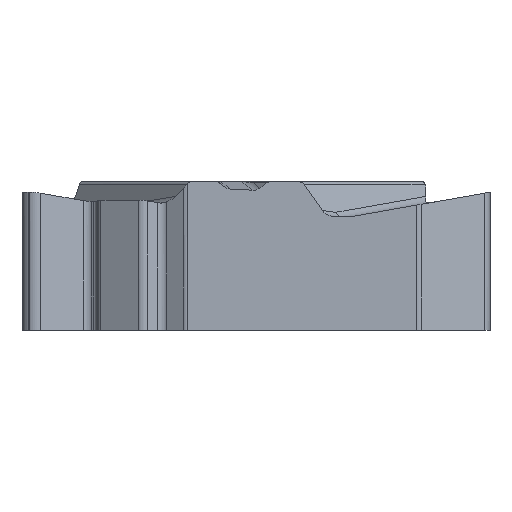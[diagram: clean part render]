
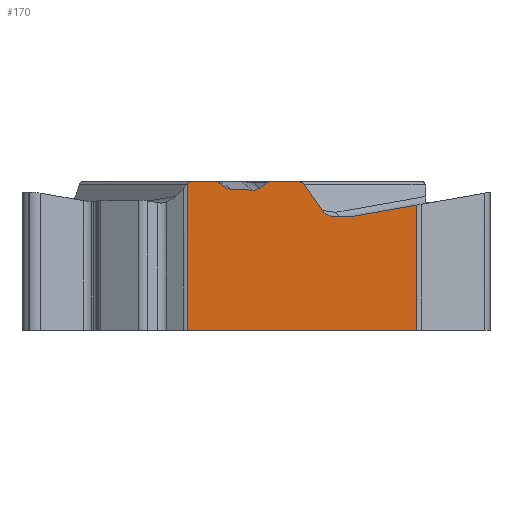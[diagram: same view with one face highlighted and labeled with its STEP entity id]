
A CAD part, left-side view. The second image highlights one B-rep face of the part: STEP entity #170.
In plain terms, the highlighted planar face has unit normal (-1, 0, 0).
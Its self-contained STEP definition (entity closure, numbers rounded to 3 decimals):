
#170=ADVANCED_FACE('',(#334),#287,.F.);
#287=PLANE('',#2210);
#334=FACE_OUTER_BOUND('',#445,.T.);
#445=EDGE_LOOP('',(#640,#641,#642,#643,#644,#645,#646,#647,#648,#649,#650,
#651,#652,#653,#654,#655,#656,#657,#658));
#568=ELLIPSE('',#2202,0.358,0.32);
#569=ELLIPSE('',#2203,0.389,0.32);
#570=ELLIPSE('',#2204,0.177,0.15);
#571=ELLIPSE('',#2205,0.167,0.15);
#572=ELLIPSE('',#2206,0.314,0.3);
#573=ELLIPSE('',#2207,0.314,0.3);
#574=ELLIPSE('',#2208,0.15,0.15);
#575=ELLIPSE('',#2209,0.17,0.15);
#640=ORIENTED_EDGE('',*,*,#1480,.T.);
#641=ORIENTED_EDGE('',*,*,#1481,.T.);
#642=ORIENTED_EDGE('',*,*,#1482,.T.);
#643=ORIENTED_EDGE('',*,*,#1483,.T.);
#644=ORIENTED_EDGE('',*,*,#1484,.T.);
#645=ORIENTED_EDGE('',*,*,#1485,.F.);
#646=ORIENTED_EDGE('',*,*,#1486,.T.);
#647=ORIENTED_EDGE('',*,*,#1487,.T.);
#648=ORIENTED_EDGE('',*,*,#1488,.F.);
#649=ORIENTED_EDGE('',*,*,#1489,.F.);
#650=ORIENTED_EDGE('',*,*,#1490,.F.);
#651=ORIENTED_EDGE('',*,*,#1491,.T.);
#652=ORIENTED_EDGE('',*,*,#1492,.T.);
#653=ORIENTED_EDGE('',*,*,#1493,.T.);
#654=ORIENTED_EDGE('',*,*,#1494,.T.);
#655=ORIENTED_EDGE('',*,*,#1495,.T.);
#656=ORIENTED_EDGE('',*,*,#1496,.F.);
#657=ORIENTED_EDGE('',*,*,#1497,.F.);
#658=ORIENTED_EDGE('',*,*,#1498,.F.);
#1274=VERTEX_POINT('',#3253);
#1275=VERTEX_POINT('',#3254);
#1276=VERTEX_POINT('',#3256);
#1277=VERTEX_POINT('',#3258);
#1278=VERTEX_POINT('',#3260);
#1279=VERTEX_POINT('',#3262);
#1280=VERTEX_POINT('',#3264);
#1281=VERTEX_POINT('',#3266);
#1282=VERTEX_POINT('',#3268);
#1283=VERTEX_POINT('',#3270);
#1284=VERTEX_POINT('',#3272);
#1285=VERTEX_POINT('',#3274);
#1286=VERTEX_POINT('',#3276);
#1287=VERTEX_POINT('',#3278);
#1288=VERTEX_POINT('',#3280);
#1289=VERTEX_POINT('',#3282);
#1290=VERTEX_POINT('',#3284);
#1291=VERTEX_POINT('',#3286);
#1292=VERTEX_POINT('',#3288);
#1480=EDGE_CURVE('',#1274,#1275,#1797,.T.);
#1481=EDGE_CURVE('',#1275,#1276,#1798,.T.);
#1482=EDGE_CURVE('',#1276,#1277,#1799,.T.);
#1483=EDGE_CURVE('',#1277,#1278,#1800,.T.);
#1484=EDGE_CURVE('',#1278,#1279,#568,.T.);
#1485=EDGE_CURVE('',#1280,#1279,#1801,.T.);
#1486=EDGE_CURVE('',#1280,#1281,#569,.T.);
#1487=EDGE_CURVE('',#1281,#1282,#1802,.T.);
#1488=EDGE_CURVE('',#1283,#1282,#570,.T.);
#1489=EDGE_CURVE('',#1284,#1283,#1803,.T.);
#1490=EDGE_CURVE('',#1285,#1284,#571,.T.);
#1491=EDGE_CURVE('',#1285,#1286,#1804,.T.);
#1492=EDGE_CURVE('',#1286,#1287,#572,.T.);
#1493=EDGE_CURVE('',#1287,#1288,#1805,.T.);
#1494=EDGE_CURVE('',#1288,#1289,#573,.T.);
#1495=EDGE_CURVE('',#1289,#1290,#1806,.T.);
#1496=EDGE_CURVE('',#1291,#1290,#574,.T.);
#1497=EDGE_CURVE('',#1292,#1291,#1807,.T.);
#1498=EDGE_CURVE('',#1274,#1292,#575,.T.);
#1797=LINE('',#3252,#1980);
#1798=LINE('',#3255,#1981);
#1799=LINE('',#3257,#1982);
#1800=LINE('',#3259,#1983);
#1801=LINE('',#3263,#1984);
#1802=LINE('',#3267,#1985);
#1803=LINE('',#3271,#1986);
#1804=LINE('',#3275,#1987);
#1805=LINE('',#3279,#1988);
#1806=LINE('',#3283,#1989);
#1807=LINE('',#3287,#1990);
#1980=VECTOR('',#2441,1.);
#1981=VECTOR('',#2442,1.);
#1982=VECTOR('',#2443,1.);
#1983=VECTOR('',#2444,1.);
#1984=VECTOR('',#2447,1.);
#1985=VECTOR('',#2450,1.);
#1986=VECTOR('',#2453,1.);
#1987=VECTOR('',#2456,1.);
#1988=VECTOR('',#2459,1.);
#1989=VECTOR('',#2462,1.);
#1990=VECTOR('',#2465,1.);
#2202=AXIS2_PLACEMENT_3D('',#3261,#2445,#2446);
#2203=AXIS2_PLACEMENT_3D('',#3265,#2448,#2449);
#2204=AXIS2_PLACEMENT_3D('',#3269,#2451,#2452);
#2205=AXIS2_PLACEMENT_3D('',#3273,#2454,#2455);
#2206=AXIS2_PLACEMENT_3D('',#3277,#2457,#2458);
#2207=AXIS2_PLACEMENT_3D('',#3281,#2460,#2461);
#2208=AXIS2_PLACEMENT_3D('',#3285,#2463,#2464);
#2209=AXIS2_PLACEMENT_3D('',#3289,#2466,#2467);
#2210=AXIS2_PLACEMENT_3D('',#3290,#2468,#2469);
#2441=DIRECTION('',(0.,0.,-1.));
#2442=DIRECTION('',(0.,-1.,0.));
#2443=DIRECTION('',(0.,0.,1.));
#2444=DIRECTION('',(0.,0.985,-0.174));
#2445=DIRECTION('',(1.,0.,0.));
#2446=DIRECTION('',(0.,0.985,-0.174));
#2447=DIRECTION('',(0.,-1.,0.));
#2448=DIRECTION('',(1.,0.,0.));
#2449=DIRECTION('',(0.,0.992,0.126));
#2450=DIRECTION('',(0.,0.574,0.819));
#2451=DIRECTION('',(1.,0.,0.));
#2452=DIRECTION('',(0.,1.,0.));
#2453=DIRECTION('',(0.,-1.,0.));
#2454=DIRECTION('',(1.,0.,0.));
#2455=DIRECTION('',(0.,1.,0.));
#2456=DIRECTION('',(0.,0.794,-0.608));
#2457=DIRECTION('',(1.,0.,0.));
#2458=DIRECTION('',(0.,0.808,0.589));
#2459=DIRECTION('',(0.,0.999,0.049));
#2460=DIRECTION('',(1.,0.,0.));
#2461=DIRECTION('',(0.,0.808,0.589));
#2462=DIRECTION('',(0.,0.757,0.653));
#2463=DIRECTION('',(1.,0.,0.));
#2464=DIRECTION('',(0.,-1.,0.));
#2465=DIRECTION('',(0.,-1.,0.));
#2466=DIRECTION('',(1.,0.,0.));
#2467=DIRECTION('',(0.,1.,0.));
#2468=DIRECTION('',(1.,0.,0.));
#2469=DIRECTION('',(0.,1.,0.));
#3252=CARTESIAN_POINT('',(-4.763,1.793,0.));
#3253=CARTESIAN_POINT('',(-4.763,1.793,0.258));
#3254=CARTESIAN_POINT('',(-4.763,1.793,-3.97));
#3255=CARTESIAN_POINT('',(-4.763,-7.335,-3.97));
#3256=CARTESIAN_POINT('',(-4.762,-4.799,-3.97));
#3257=CARTESIAN_POINT('',(-4.762,-4.799,0.));
#3258=CARTESIAN_POINT('',(-4.762,-4.799,-0.371));
#3259=CARTESIAN_POINT('',(-4.763,6.906,-2.434));
#3260=CARTESIAN_POINT('',(-4.763,-2.965,-0.694));
#3261=CARTESIAN_POINT('',(-4.763,-2.909,-0.379));
#3262=CARTESIAN_POINT('',(-4.763,-2.895,-0.7));
#3263=CARTESIAN_POINT('',(-4.763,7.335,-0.7));
#3264=CARTESIAN_POINT('',(-4.763,-2.438,-0.7));
#3265=CARTESIAN_POINT('',(-4.763,-2.419,-0.379));
#3266=CARTESIAN_POINT('',(-4.763,-2.086,-0.529));
#3267=CARTESIAN_POINT('',(-4.763,1.262,4.252));
#3268=CARTESIAN_POINT('',(-4.763,-1.556,0.227));
#3269=CARTESIAN_POINT('',(-4.763,-1.404,0.15));
#3270=CARTESIAN_POINT('',(-4.763,-1.404,0.3));
#3271=CARTESIAN_POINT('',(-4.763,7.335,0.3));
#3272=CARTESIAN_POINT('',(-4.763,-0.581,0.3));
#3273=CARTESIAN_POINT('',(-4.763,-0.581,0.15));
#3274=CARTESIAN_POINT('',(-4.763,-0.473,0.264));
#3275=CARTESIAN_POINT('',(-4.763,4.575,-3.603));
#3276=CARTESIAN_POINT('',(-4.763,-0.283,0.119));
#3277=CARTESIAN_POINT('',(-4.763,-0.087,0.363));
#3278=CARTESIAN_POINT('',(-4.763,-0.085,0.058));
#3279=CARTESIAN_POINT('',(-4.763,-7.321,-0.293));
#3280=CARTESIAN_POINT('',(-4.763,0.564,0.09));
#3281=CARTESIAN_POINT('',(-4.763,0.562,0.395));
#3282=CARTESIAN_POINT('',(-4.763,0.76,0.169));
#3283=CARTESIAN_POINT('',(-4.763,-3.962,-3.907));
#3284=CARTESIAN_POINT('',(-4.763,0.87,0.264));
#3285=CARTESIAN_POINT('',(-4.763,0.968,0.15));
#3286=CARTESIAN_POINT('',(-4.763,0.968,0.3));
#3287=CARTESIAN_POINT('',(-4.763,-7.335,0.3));
#3288=CARTESIAN_POINT('',(-4.763,1.675,0.3));
#3289=CARTESIAN_POINT('',(-4.763,1.675,0.15));
#3290=CARTESIAN_POINT('',(-4.763,-7.335,0.));
